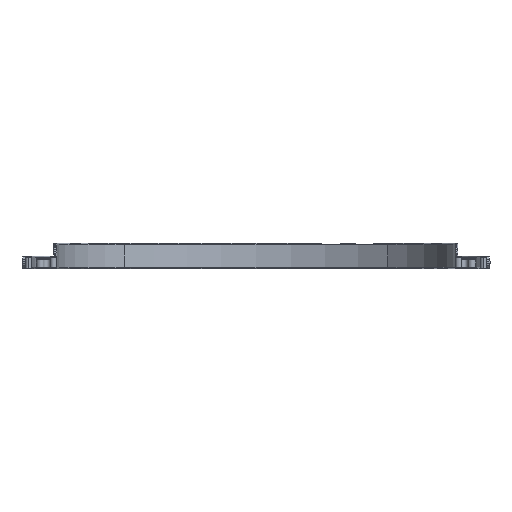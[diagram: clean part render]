
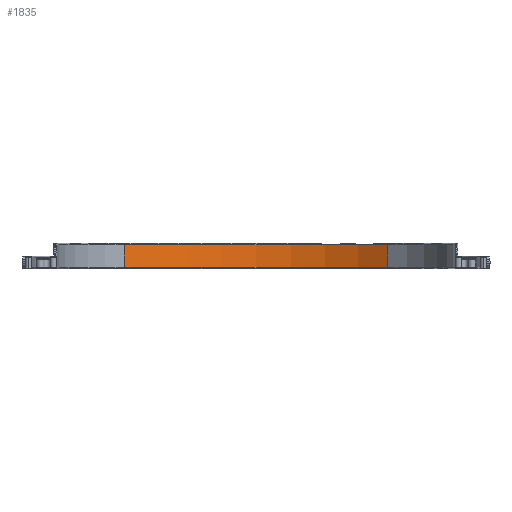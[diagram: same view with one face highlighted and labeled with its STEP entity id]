
A CAD part, front view. The second image highlights one B-rep face of the part: STEP entity #1835.
In plain terms, the highlighted cylindrical face has radius 89.355 mm (diameter 178.71 mm), a partial arc.
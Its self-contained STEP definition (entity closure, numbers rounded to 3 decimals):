
#1808=AXIS2_PLACEMENT_3D('Cylinder Axis2P3D',#1805,#1806,#1807) ;
#1812=AXIS2_PLACEMENT_3D('Circle Axis2P3D',#1810,#1811,$) ;
#1826=AXIS2_PLACEMENT_3D('Circle Axis2P3D',#1824,#1825,$) ;
#1702=CARTESIAN_POINT('Vertex',(52.065,52.065,9.5)) ;
#1705=CARTESIAN_POINT('Line Origine',(52.065,52.065,5.)) ;
#1709=CARTESIAN_POINT('Vertex',(52.065,52.065,0.5)) ;
#1805=CARTESIAN_POINT('Axis2P3D Location',(0.,-20.555,0.)) ;
#1810=CARTESIAN_POINT('Axis2P3D Location',(0.,-20.555,9.5)) ;
#1814=CARTESIAN_POINT('Vertex',(-52.065,52.065,9.5)) ;
#1817=CARTESIAN_POINT('Line Origine',(-52.065,52.065,5.)) ;
#1821=CARTESIAN_POINT('Vertex',(-52.065,52.065,0.5)) ;
#1824=CARTESIAN_POINT('Axis2P3D Location',(0.,-20.555,0.5)) ;
#1706=DIRECTION('Vector Direction',(0.,0.,1.)) ;
#1806=DIRECTION('Axis2P3D Direction',(0.,-0.,1.)) ;
#1807=DIRECTION('Axis2P3D XDirection',(0.583,0.813,0.)) ;
#1811=DIRECTION('Axis2P3D Direction',(0.,-0.,1.)) ;
#1818=DIRECTION('Vector Direction',(0.,0.,1.)) ;
#1825=DIRECTION('Axis2P3D Direction',(0.,-0.,1.)) ;
#1707=VECTOR('Line Direction',#1706,1.) ;
#1819=VECTOR('Line Direction',#1818,1.) ;
#1830=ORIENTED_EDGE('',*,*,#1816,.F.) ;
#1831=ORIENTED_EDGE('',*,*,#1823,.F.) ;
#1832=ORIENTED_EDGE('',*,*,#1828,.F.) ;
#1833=ORIENTED_EDGE('',*,*,#1711,.T.) ;
#1835=ADVANCED_FACE('900K_NW',(#1834),#1809,.F.) ;
#1813=CIRCLE('generated circle',#1812,89.355) ;
#1827=CIRCLE('generated circle',#1826,89.355) ;
#1809=CYLINDRICAL_SURFACE('generated cylinder',#1808,89.355) ;
#1711=EDGE_CURVE('',#1710,#1703,#1708,.T.) ;
#1816=EDGE_CURVE('',#1815,#1703,#1813,.F.) ;
#1823=EDGE_CURVE('',#1822,#1815,#1820,.T.) ;
#1828=EDGE_CURVE('',#1710,#1822,#1827,.T.) ;
#1829=EDGE_LOOP('',(#1830,#1831,#1832,#1833)) ;
#1834=FACE_OUTER_BOUND('',#1829,.T.) ;
#1708=LINE('Line',#1705,#1707) ;
#1820=LINE('Line',#1817,#1819) ;
#1703=VERTEX_POINT('',#1702) ;
#1710=VERTEX_POINT('',#1709) ;
#1815=VERTEX_POINT('',#1814) ;
#1822=VERTEX_POINT('',#1821) ;
